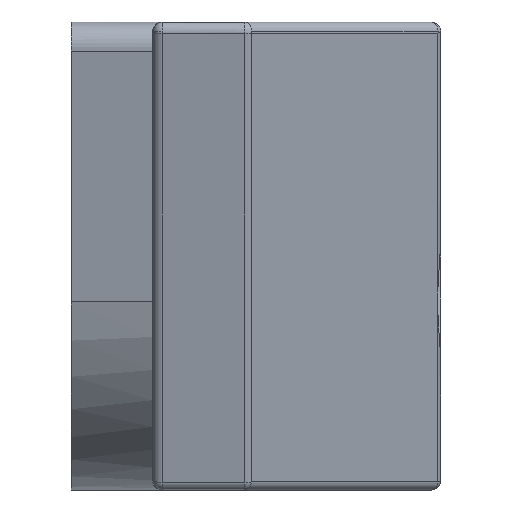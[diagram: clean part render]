
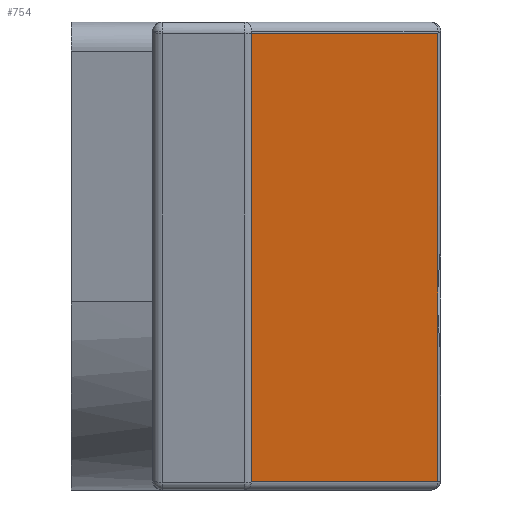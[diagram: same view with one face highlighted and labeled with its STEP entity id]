
A CAD part, left-side view. The second image highlights one B-rep face of the part: STEP entity #754.
In plain terms, the highlighted planar face has unit normal (-0.69, -0.707, -0.153).
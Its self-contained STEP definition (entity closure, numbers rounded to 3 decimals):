
#2 = VERTEX_POINT ( 'NONE', #69 ) ;
#31 = DIRECTION ( 'NONE',  ( -0.216, 0., 0.976 ) ) ;
#69 = CARTESIAN_POINT ( 'NONE',  ( -9.47, 3.941, 4.644 ) ) ;
#218 = ORIENTED_EDGE ( 'NONE', *, *, #960, .T. ) ;
#254 = DIRECTION ( 'NONE',  ( -0.69, -0.707, -0.153 ) ) ;
#264 = LINE ( 'NONE', #1168, #645 ) ;
#285 = CARTESIAN_POINT ( 'NONE',  ( -9.581, 4., 4.875 ) ) ;
#384 = VECTOR ( 'NONE', #1043, 1000. ) ;
#392 = LINE ( 'NONE', #654, #509 ) ;
#410 = DIRECTION ( 'NONE',  ( -0.216, 0., 0.976 ) ) ;
#478 = ORIENTED_EDGE ( 'NONE', *, *, #897, .T. ) ;
#488 = VERTEX_POINT ( 'NONE', #696 ) ;
#509 = VECTOR ( 'NONE', #410, 1000. ) ;
#538 = VERTEX_POINT ( 'NONE', #991 ) ;
#541 = VERTEX_POINT ( 'NONE', #1257 ) ;
#543 = CARTESIAN_POINT ( 'NONE',  ( -3.34, -0.019, -4.706 ) ) ;
#558 = LINE ( 'NONE', #1061, #1304 ) ;
#613 = CARTESIAN_POINT ( 'NONE',  ( -9.556, 4.026, 4.644 ) ) ;
#621 = AXIS2_PLACEMENT_3D ( 'NONE', #285, #254, #1541 ) ;
#639 = CARTESIAN_POINT ( 'NONE',  ( -4.274, 0.059, -0.85 ) ) ;
#642 = FACE_OUTER_BOUND ( 'NONE', #1376, .T. ) ;
#645 = VECTOR ( 'NONE', #31, 1000. ) ;
#654 = CARTESIAN_POINT ( 'NONE',  ( -5.733, 0.059, 5.728 ) ) ;
#659 = B_SPLINE_CURVE_WITH_KNOTS ( 'NONE', 3,
 ( #1538, #779, #639, #798 ),
 .UNSPECIFIED., .F., .F.,
 ( 4, 4 ),
 ( 0., 1. ),
 .UNSPECIFIED. ) ;
#696 = CARTESIAN_POINT ( 'NONE',  ( -4.316, 0.059, -0.663 ) ) ;
#724 = EDGE_CURVE ( 'NONE', #488, #538, #392, .T. ) ;
#726 = ORIENTED_EDGE ( 'NONE', *, *, #724, .T. ) ;
#750 = VECTOR ( 'NONE', #846, 1000. ) ;
#751 = ORIENTED_EDGE ( 'NONE', *, *, #1519, .T. ) ;
#754 = ADVANCED_FACE ( 'NONE', ( #642 ), #1522, .T. ) ;
#779 = CARTESIAN_POINT ( 'NONE',  ( -4.233, 0.059, -1.037 ) ) ;
#789 = DIRECTION ( 'NONE',  ( 0.216, 0., -0.976 ) ) ;
#798 = CARTESIAN_POINT ( 'NONE',  ( -4.316, 0.059, -0.663 ) ) ;
#812 = CARTESIAN_POINT ( 'NONE',  ( -4.192, 0.059, -1.223 ) ) ;
#846 = DIRECTION ( 'NONE',  ( -0.716, 0.699, 0. ) ) ;
#881 = ORIENTED_EDGE ( 'NONE', *, *, #1122, .T. ) ;
#897 = EDGE_CURVE ( 'NONE', #538, #2, #1361, .T. ) ;
#960 = EDGE_CURVE ( 'NONE', #2, #1599, #558, .T. ) ;
#991 = CARTESIAN_POINT ( 'NONE',  ( -5.493, 0.059, 4.644 ) ) ;
#1043 = DIRECTION ( 'NONE',  ( 0.716, -0.699, 0. ) ) ;
#1061 = CARTESIAN_POINT ( 'NONE',  ( -7.362, 3.941, -4.862 ) ) ;
#1078 = EDGE_CURVE ( 'NONE', #541, #1618, #264, .T. ) ;
#1122 = EDGE_CURVE ( 'NONE', #1618, #488, #659, .T. ) ;
#1168 = CARTESIAN_POINT ( 'NONE',  ( -5.733, 0.059, 5.728 ) ) ;
#1171 = LINE ( 'NONE', #543, #384 ) ;
#1257 = CARTESIAN_POINT ( 'NONE',  ( -3.419, 0.059, -4.706 ) ) ;
#1304 = VECTOR ( 'NONE', #789, 1000. ) ;
#1361 = LINE ( 'NONE', #613, #750 ) ;
#1376 = EDGE_LOOP ( 'NONE', ( #478, #218, #751, #1651, #881, #726 ) ) ;
#1491 = CARTESIAN_POINT ( 'NONE',  ( -7.396, 3.941, -4.706 ) ) ;
#1519 = EDGE_CURVE ( 'NONE', #1599, #541, #1171, .T. ) ;
#1522 = PLANE ( 'NONE',  #621 ) ;
#1538 = CARTESIAN_POINT ( 'NONE',  ( -4.192, 0.059, -1.223 ) ) ;
#1541 = DIRECTION ( 'NONE',  ( 0.216, 0., -0.976 ) ) ;
#1599 = VERTEX_POINT ( 'NONE', #1491 ) ;
#1618 = VERTEX_POINT ( 'NONE', #812 ) ;
#1651 = ORIENTED_EDGE ( 'NONE', *, *, #1078, .T. ) ;
